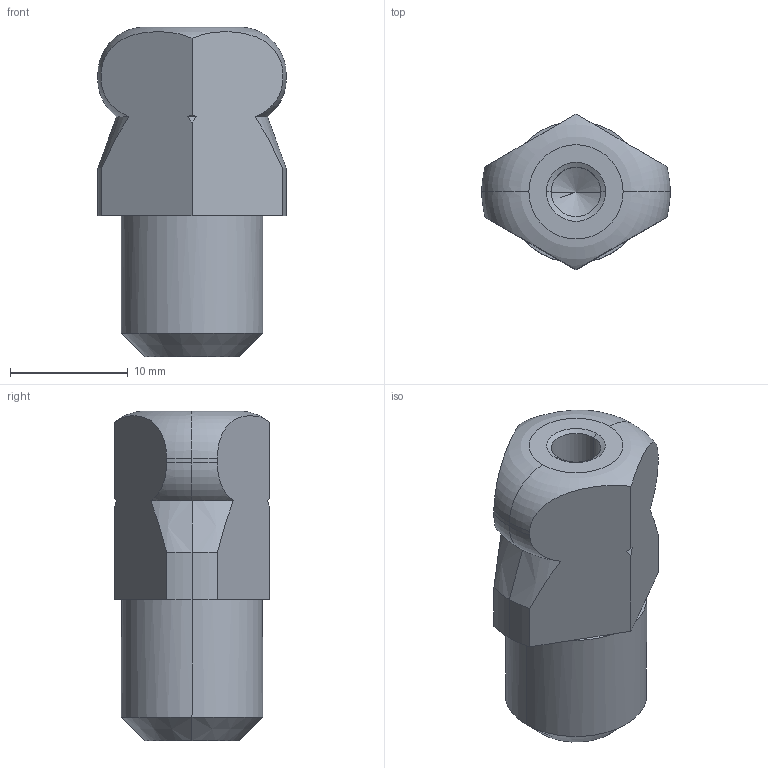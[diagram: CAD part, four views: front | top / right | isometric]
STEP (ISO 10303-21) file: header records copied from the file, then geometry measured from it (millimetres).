
FILE_DESCRIPTION(('STEP AP214'),'1');
FILE_NAME(' ',' ',('TraceParts'),('TraceParts S.A.'),'XStep 1.0',' ',' ');
FILE_SCHEMA(('automotive_design'));
Length unit declared in the file: millimetre
Products named in the file (1): 1
Bounding box: 16 x 13.2 x 28 mm (x, y, z)
Volume: 3191.5 mm3; surface area: 1522.6 mm2
Topology: 1 solids, 1 shells, 51 faces, 120 edges, 71 vertices
Faces by surface type: plane 15, cone 14, cylinder 14, torus 8
Entity records: 2975 total; most frequent: CARTESIAN_POINT 445, DIRECTION 256, STYLED_ITEM 241, PRESENTATION_STYLE_ASSIGNMENT 241, COLOUR_RGB 241, ORIENTED_EDGE 236, EDGE_CURVE 118, CURVE_STYLE 118
